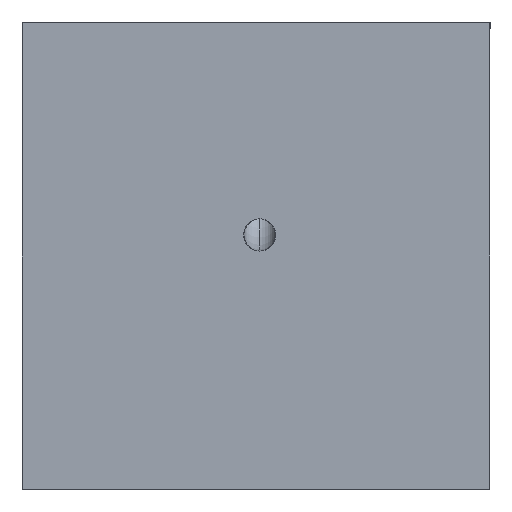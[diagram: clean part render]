
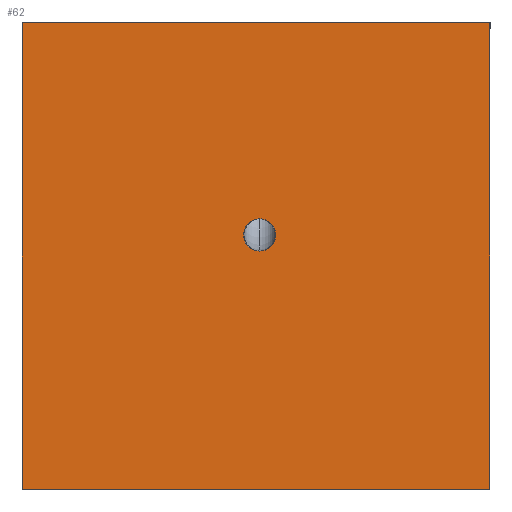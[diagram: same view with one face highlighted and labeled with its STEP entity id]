
A CAD part, left-side view. The second image highlights one B-rep face of the part: STEP entity #62.
In plain terms, the highlighted planar face has unit normal (-1, 0, -0.018).
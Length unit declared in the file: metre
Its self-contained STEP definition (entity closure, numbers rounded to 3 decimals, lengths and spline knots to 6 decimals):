
#62=ADVANCED_FACE('0:47',(#88,#89),#90,.T.);
#88=FACE_BOUND('',#163,.T.);
#89=FACE_OUTER_BOUND('',#164,.T.);
#90=PLANE('',#165);
#163=EDGE_LOOP('',(#248,#249));
#164=EDGE_LOOP('',(#250,#251,#252,#253));
#165=AXIS2_PLACEMENT_3D('',#254,#255,#256);
#248=ORIENTED_EDGE('',*,*,#274,.T.);
#249=ORIENTED_EDGE('',*,*,#269,.T.);
#250=ORIENTED_EDGE('',*,*,#287,.F.);
#251=ORIENTED_EDGE('',*,*,#281,.F.);
#252=ORIENTED_EDGE('',*,*,#284,.F.);
#253=ORIENTED_EDGE('',*,*,#286,.F.);
#254=CARTESIAN_POINT('',(-2.889486,0.0,-0.091739));
#255=DIRECTION('',(-1.,0.0,-0.018));
#256=DIRECTION('',(0.0,1.0,0.0));
#269=EDGE_CURVE('0:59',#309,#307,#310,.T.);
#274=EDGE_CURVE('0:59',#307,#309,#316,.T.);
#281=EDGE_CURVE('0:80',#326,#328,#329,.F.);
#284=EDGE_CURVE('0:89',#331,#326,#333,.F.);
#286=EDGE_CURVE('0:95',#334,#331,#336,.F.);
#287=EDGE_CURVE('0:98',#328,#334,#337,.F.);
#307=VERTEX_POINT('',#359);
#309=VERTEX_POINT('',#362);
#310=CIRCLE('',#363,0.05);
#316=CIRCLE('',#370,0.05);
#326=VERTEX_POINT('',#384);
#328=VERTEX_POINT('',#387);
#329=LINE('',#388,#389);
#331=VERTEX_POINT('',#392);
#333=LINE('',#395,#396);
#334=VERTEX_POINT('',#397);
#336=LINE('',#400,#401);
#337=LINE('',#402,#403);
#359=CARTESIAN_POINT('',(-2.889486,0.05,-0.091739));
#362=CARTESIAN_POINT('',(-2.889486,-0.05,-0.091739));
#363=AXIS2_PLACEMENT_3D('',#431,#432,#433);
#370=AXIS2_PLACEMENT_3D('',#444,#445,#446);
#384=CARTESIAN_POINT('',(-2.875218,-0.715396,-0.88194));
#387=CARTESIAN_POINT('',(-2.875218,0.738,-0.88194));
#388=CARTESIAN_POINT('',(-2.875218,0.005651,-0.88194));
#389=VECTOR('',#455,1.0);
#392=CARTESIAN_POINT('',(-2.901396,-0.715396,0.5678));
#395=CARTESIAN_POINT('',(-2.888873,-0.715396,-0.125704));
#396=VECTOR('',#458,1.0);
#397=CARTESIAN_POINT('',(-2.901396,0.738,0.5678));
#400=CARTESIAN_POINT('',(-2.901396,0.005651,0.5678));
#401=VECTOR('',#460,1.0);
#402=CARTESIAN_POINT('',(-2.888873,0.738,-0.125704));
#403=VECTOR('',#461,1.0);
#431=CARTESIAN_POINT('',(-2.889486,0.0,-0.091739));
#432=DIRECTION('',(1.,-0.0,0.018));
#433=DIRECTION('',(0.0,1.0,0.0));
#444=CARTESIAN_POINT('',(-2.889486,0.0,-0.091739));
#445=DIRECTION('',(1.,-0.0,0.018));
#446=DIRECTION('',(0.0,1.0,0.0));
#455=DIRECTION('',(0.,-1.0,0.));
#458=DIRECTION('',(-0.018,0.,1.));
#460=DIRECTION('',(0.,1.0,0.));
#461=DIRECTION('',(0.018,0.,-1.));
